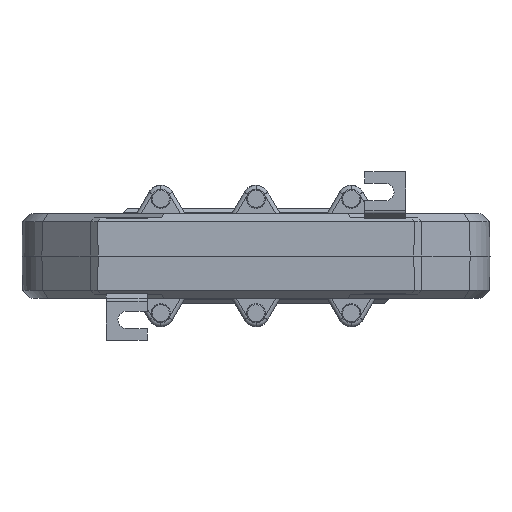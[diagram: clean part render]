
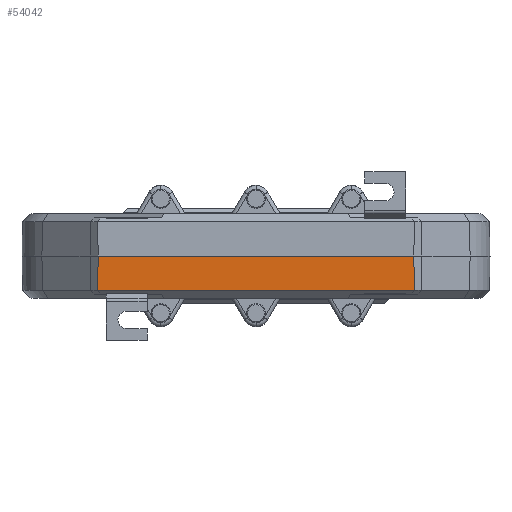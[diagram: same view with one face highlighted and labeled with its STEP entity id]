
A CAD part, front view. The second image highlights one B-rep face of the part: STEP entity #54042.
In plain terms, the highlighted face is planar.
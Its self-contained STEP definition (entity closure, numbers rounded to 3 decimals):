
#866 = DIRECTION ( 'NONE',  ( 1., 0., 0. ) ) ;
#867 = CARTESIAN_POINT ( 'NONE',  ( 61., -82., 0. ) ) ;
#882 = VECTOR ( 'NONE', #866, 1000. ) ;
#896 = LINE ( 'NONE', #867, #882 ) ;
#927 = CARTESIAN_POINT ( 'NONE',  ( 58., -82., 0. ) ) ;
#1115 = CARTESIAN_POINT ( 'NONE',  ( -57.908, -81.778, 12.722 ) ) ;
#1229 = CARTESIAN_POINT ( 'NONE',  ( 57.908, -81.778, 12.722 ) ) ;
#1280 = DIRECTION ( 'NONE',  ( -1., 0., 0. ) ) ;
#1281 = VECTOR ( 'NONE', #1280, 1000. ) ;
#1282 = CARTESIAN_POINT ( 'NONE',  ( -49., -81.778, 12.722 ) ) ;
#1284 = LINE ( 'NONE', #1282, #1281 ) ;
#1666 = CARTESIAN_POINT ( 'NONE',  ( 58.218, -81.782, 12.5 ) ) ;
#1672 = AXIS2_PLACEMENT_3D ( 'NONE', #1700, #1699, #1698 ) ;
#1677 = PLANE ( 'NONE',  #1672 ) ;
#1698 = DIRECTION ( 'NONE',  ( 0., -0.017, -1. ) ) ;
#1699 = DIRECTION ( 'NONE',  ( 0., -1., 0.017 ) ) ;
#1700 = CARTESIAN_POINT ( 'NONE',  ( 61., -82., 0. ) ) ;
#1703 = FACE_OUTER_BOUND ( 'NONE', #53992, .T. ) ;
#1717 = DIRECTION ( 'NONE',  ( 0.017, 0.017, 1. ) ) ;
#1718 = VECTOR ( 'NONE', #1717, 1000. ) ;
#1719 = CARTESIAN_POINT ( 'NONE',  ( 58.272, -81.728, 15.595 ) ) ;
#1722 = LINE ( 'NONE', #1719, #1718 ) ;
#1744 = DIRECTION ( 'NONE',  ( 0.813, -0.01, -0.582 ) ) ;
#1745 = VECTOR ( 'NONE', #1744, 1000. ) ;
#1746 = CARTESIAN_POINT ( 'NONE',  ( 65.975, -81.879, 6.947 ) ) ;
#1747 = LINE ( 'NONE', #1746, #1745 ) ;
#1857 = CARTESIAN_POINT ( 'NONE',  ( -58.218, -81.782, 12.5 ) ) ;
#1858 = DIRECTION ( 'NONE',  ( 0.813, 0.01, 0.582 ) ) ;
#1859 = VECTOR ( 'NONE', #1858, 1000. ) ;
#1866 = CARTESIAN_POINT ( 'NONE',  ( 14.674, -80.871, 64.687 ) ) ;
#1867 = LINE ( 'NONE', #1866, #1859 ) ;
#1954 = DIRECTION ( 'NONE',  ( 0.017, -0.017, -1. ) ) ;
#1955 = VECTOR ( 'NONE', #1954, 1000. ) ;
#1960 = CARTESIAN_POINT ( 'NONE',  ( -58.27, -81.73, 15.491 ) ) ;
#1966 = LINE ( 'NONE', #1960, #1955 ) ;
#42062 = VERTEX_POINT ( 'NONE', #43766 ) ;
#43766 = CARTESIAN_POINT ( 'NONE',  ( -58., -82., 0. ) ) ;
#53588 = EDGE_CURVE ( 'NONE', #42062, #53608, #896, .T. ) ;
#53608 = VERTEX_POINT ( 'NONE', #927 ) ;
#53712 = VERTEX_POINT ( 'NONE', #1115 ) ;
#53785 = EDGE_CURVE ( 'NONE', #53787, #53712, #1284, .T. ) ;
#53787 = VERTEX_POINT ( 'NONE', #1229 ) ;
#53937 = ORIENTED_EDGE ( 'NONE', *, *, #54121, .F. ) ;
#53992 = EDGE_LOOP ( 'NONE', ( #54043, #54041, #54040, #54005, #53937, #54144 ) ) ;
#54005 = ORIENTED_EDGE ( 'NONE', *, *, #53785, .T. ) ;
#54008 = VERTEX_POINT ( 'NONE', #1666 ) ;
#54040 = ORIENTED_EDGE ( 'NONE', *, *, #54044, .F. ) ;
#54041 = ORIENTED_EDGE ( 'NONE', *, *, #54054, .T. ) ;
#54042 = ADVANCED_FACE ( 'NONE', ( #1703 ), #1677, .T. ) ;
#54043 = ORIENTED_EDGE ( 'NONE', *, *, #53588, .T. ) ;
#54044 = EDGE_CURVE ( 'NONE', #53787, #54008, #1747, .T. ) ;
#54054 = EDGE_CURVE ( 'NONE', #53608, #54008, #1722, .T. ) ;
#54121 = EDGE_CURVE ( 'NONE', #54126, #53712, #1867, .T. ) ;
#54126 = VERTEX_POINT ( 'NONE', #1857 ) ;
#54144 = ORIENTED_EDGE ( 'NONE', *, *, #54164, .T. ) ;
#54164 = EDGE_CURVE ( 'NONE', #54126, #42062, #1966, .T. ) ;
